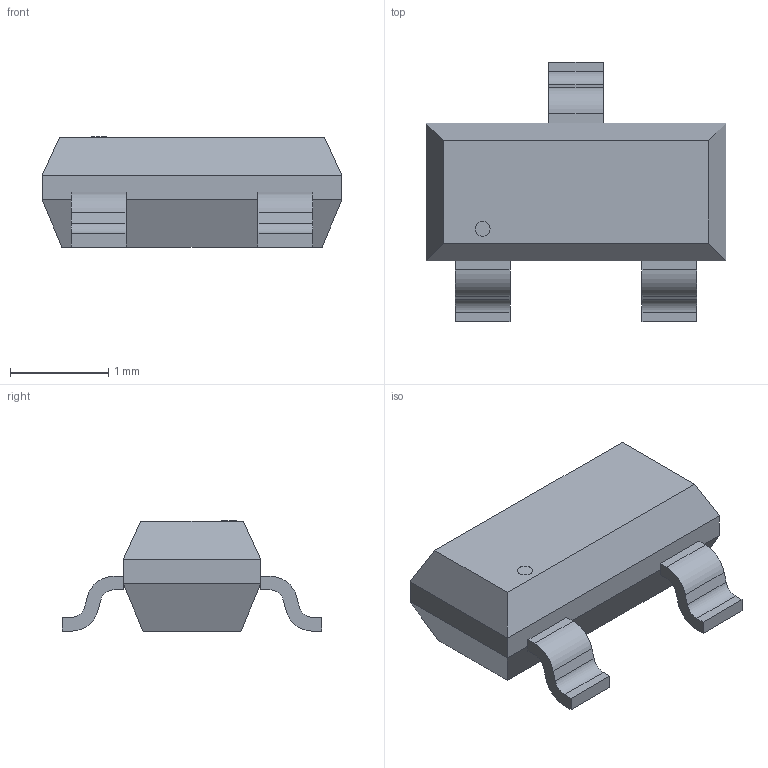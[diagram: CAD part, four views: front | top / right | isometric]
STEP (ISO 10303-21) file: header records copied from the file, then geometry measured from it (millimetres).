
FILE_DESCRIPTION(('STEP AP214'),'1');
FILE_NAME('SOT-23_MC-L','2019-06-18T21:49:40',(''),(''),'','','');
FILE_SCHEMA(('AUTOMOTIVE_DESIGN'));
Length unit declared in the file: millimetre
Products named in the file (1): product
Bounding box: 3.05 x 2.64 x 1.12 mm (x, y, z)
Volume: 0 mm3; surface area: 19.4 mm2
Topology: 1 solids, 57 shells, 59 faces, 275 edges, 274 vertices
Faces by surface type: plane 46, cylinder 13
Full cylindrical faces by diameter (mm): 0.152 x1
Entity records: 3112 total; most frequent: CARTESIAN_POINT 609, VERTEX_POINT 546, DIRECTION 446, ORIENTED_EDGE 276, EDGE_CURVE 274, LINE 224, VECTOR 224, AXIS2_PLACEMENT_3D 111
